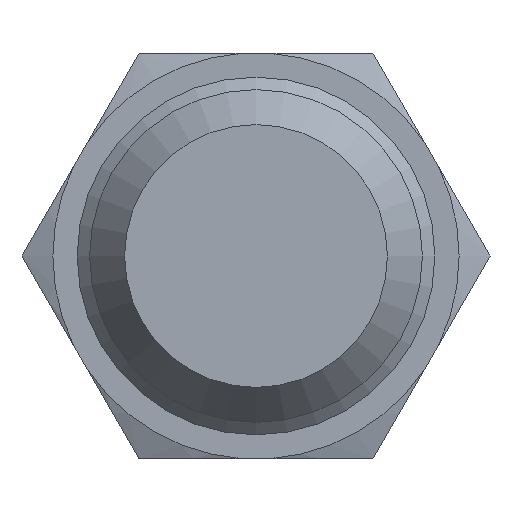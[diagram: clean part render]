
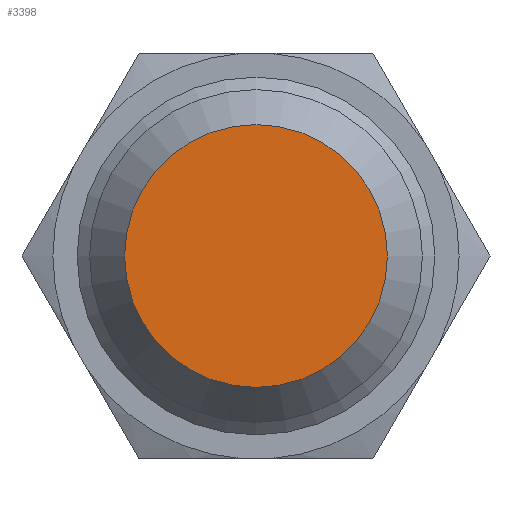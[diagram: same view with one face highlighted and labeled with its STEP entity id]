
A CAD part, left-side view. The second image highlights one B-rep face of the part: STEP entity #3398.
In plain terms, the highlighted planar face has unit normal (-1, 0, 0).
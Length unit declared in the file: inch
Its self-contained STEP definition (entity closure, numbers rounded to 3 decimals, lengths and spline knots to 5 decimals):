
#3355=CARTESIAN_POINT('',(-1.083,0.,0.689));
#3356=VERTEX_POINT('',#3355);
#3357=CARTESIAN_POINT('',(-1.083,0.,0.));
#3358=DIRECTION('',(1.0,0.0,0.0));
#3359=DIRECTION('',(0.0,0.0,-1.0));
#3360=AXIS2_PLACEMENT_3D('',#3357,#3358,#3359);
#3361=CIRCLE('',#3360,0.689);
#3362=EDGE_CURVE('',#3356,#3356,#3361,.T.);
#3390=CARTESIAN_POINT('',(-1.083,0.,0.));
#3391=DIRECTION('',(1.0,0.0,0.0));
#3392=DIRECTION('',(0.0,0.0,-1.0));
#3393=AXIS2_PLACEMENT_3D('',#3390,#3391,#3392);
#3394=PLANE('',#3393);
#3395=ORIENTED_EDGE('',*,*,#3362,.F.);
#3396=EDGE_LOOP('',(#3395));
#3397=FACE_OUTER_BOUND('',#3396,.T.);
#3398=ADVANCED_FACE('',(#3397),#3394,.F.);
